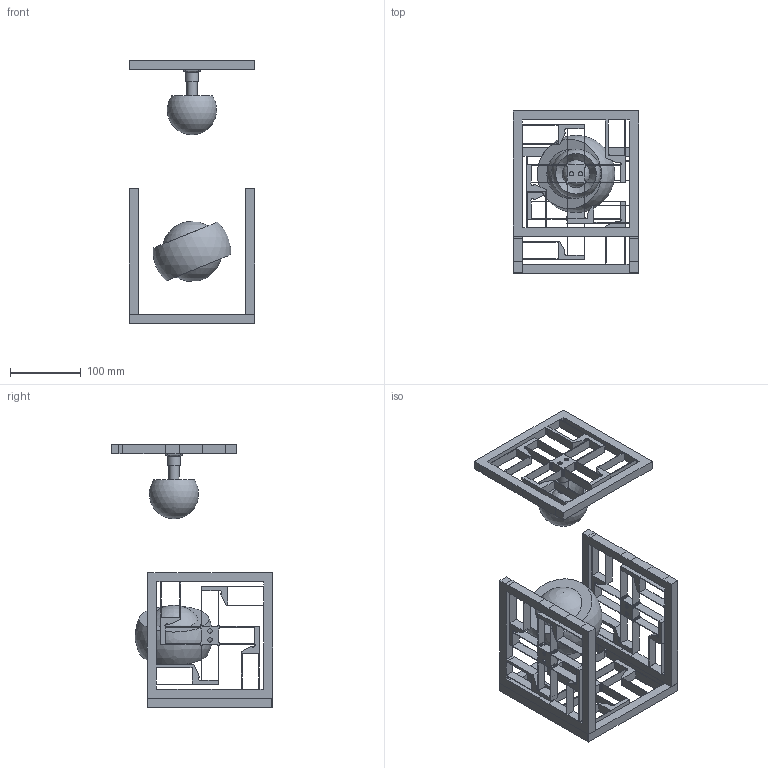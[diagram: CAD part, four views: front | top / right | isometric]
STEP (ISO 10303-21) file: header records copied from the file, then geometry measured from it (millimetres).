
FILE_DESCRIPTION(/* description */ (''),/* implementation_level */ '2;1');
FILE_NAME(/* name */ 'mill d1.step',/* time_stamp */ '2024-05-04T12:30:08+10:00',/* author */ (''),/* organization */ (''),/* preprocessor_version */ 'ST-DEVELOPER v20',/* originating_system */ 'Autodesk Translation Framework v12.20.1.177',/* authorisation */ '');
FILE_SCHEMA (('AUTOMOTIVE_DESIGN { 1 0 10303 214 3 1 1 }'));
Products named in the file (17): mill d1; x,y; Component13; z; Component4; Component5; Component6; Component6(Mirror); Ø,Ø; x,y (1); top socert to xy; socet out top ; main ball; mount to z ball; spacer; spacer (1); loft
Assembly tree (16 placements, depth 3):
  mill d1
    x,y
      Component13
    z
      Component4
      Component5
      Component6
      Component6(Mirror)
    Ø,Ø
      x,y (1)
      top socert to xy
      socet out top 
      main ball
      mount to z ball
      spacer
      spacer (1)
      loft
Bounding box: 177.88 x 228.87 x 371.97 mm (x, y, z)
Volume: 1261908.6 mm3; surface area: 368519.3 mm2
Topology: 13 solids, 13 shells, 1798 faces, 5343 edges, 3565 vertices
Faces by surface type: plane 1776, bspline 13, sphere 6, cylinder 2, cone 1
Full cylindrical faces by diameter (mm): 14.236 x1, 18.339 x1
Entity records: 60035 total; most frequent: CARTESIAN_POINT 11149, ORIENTED_EDGE 10672, DIRECTION 8986, EDGE_CURVE 5336, LINE 5278, VECTOR 5278, VERTEX_POINT 3565, EDGE_LOOP 1921
